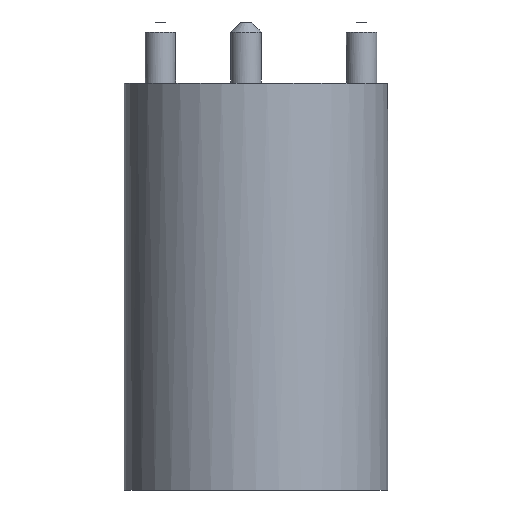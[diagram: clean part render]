
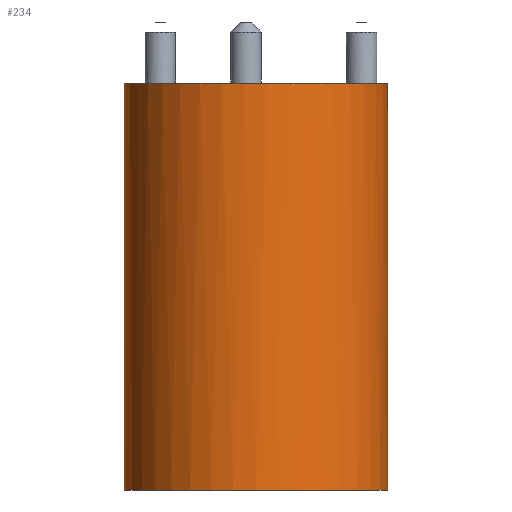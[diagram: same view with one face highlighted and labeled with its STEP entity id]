
A CAD part, front view. The second image highlights one B-rep face of the part: STEP entity #234.
In plain terms, the highlighted cylindrical face has radius 6.485 mm (diameter 12.969 mm), a full revolution.
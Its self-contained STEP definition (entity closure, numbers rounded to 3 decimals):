
#27=CYLINDRICAL_SURFACE('',#287,6.485);
#41=FACE_OUTER_BOUND('',#56,.T.);
#56=EDGE_LOOP('',(#209,#210,#211,#212,#213,#214,#215));
#66=LINE('',#446,#74);
#74=VECTOR('',#377,6.485);
#91=CIRCLE('',#276,6.485);
#92=CIRCLE('',#278,6.485);
#93=CIRCLE('',#279,6.485);
#96=CIRCLE('',#283,6.485);
#99=CIRCLE('',#288,6.485);
#104=VERTEX_POINT('',#392);
#109=VERTEX_POINT('',#407);
#114=VERTEX_POINT('',#422);
#115=VERTEX_POINT('',#430);
#118=VERTEX_POINT('',#444);
#141=EDGE_CURVE('',#114,#109,#91,.T.);
#142=EDGE_CURVE('',#109,#115,#92,.T.);
#143=EDGE_CURVE('',#115,#104,#93,.T.);
#146=EDGE_CURVE('',#104,#114,#96,.T.);
#150=EDGE_CURVE('',#118,#118,#99,.T.);
#151=EDGE_CURVE('',#118,#115,#66,.T.);
#209=ORIENTED_EDGE('',*,*,#150,.F.);
#210=ORIENTED_EDGE('',*,*,#151,.T.);
#211=ORIENTED_EDGE('',*,*,#142,.F.);
#212=ORIENTED_EDGE('',*,*,#141,.F.);
#213=ORIENTED_EDGE('',*,*,#146,.F.);
#214=ORIENTED_EDGE('',*,*,#143,.F.);
#215=ORIENTED_EDGE('',*,*,#151,.F.);
#234=ADVANCED_FACE('',(#41),#27,.T.);
#276=AXIS2_PLACEMENT_3D('',#428,#350,#351);
#278=AXIS2_PLACEMENT_3D('',#431,#354,#355);
#279=AXIS2_PLACEMENT_3D('',#432,#356,#357);
#283=AXIS2_PLACEMENT_3D('',#437,#364,#365);
#287=AXIS2_PLACEMENT_3D('',#443,#373,#374);
#288=AXIS2_PLACEMENT_3D('',#445,#375,#376);
#350=DIRECTION('center_axis',(0.,0.,1.));
#351=DIRECTION('ref_axis',(1.,0.,0.));
#354=DIRECTION('center_axis',(0.,0.,1.));
#355=DIRECTION('ref_axis',(1.,0.,0.));
#356=DIRECTION('center_axis',(0.,0.,1.));
#357=DIRECTION('ref_axis',(1.,0.,0.));
#364=DIRECTION('center_axis',(0.,0.,1.));
#365=DIRECTION('ref_axis',(1.,0.,0.));
#373=DIRECTION('center_axis',(0.,0.,-1.));
#374=DIRECTION('ref_axis',(1.,0.,0.));
#375=DIRECTION('center_axis',(0.,0.,-1.));
#376=DIRECTION('ref_axis',(1.,0.,0.));
#377=DIRECTION('',(0.,0.,1.));
#392=CARTESIAN_POINT('',(-5.32,-3.709,0.));
#407=CARTESIAN_POINT('',(-0.552,6.461,0.));
#422=CARTESIAN_POINT('',(5.872,-2.753,0.));
#428=CARTESIAN_POINT('Origin',(0.,0.,0.));
#430=CARTESIAN_POINT('',(-6.485,0.,0.));
#431=CARTESIAN_POINT('Origin',(0.,0.,0.));
#432=CARTESIAN_POINT('Origin',(0.,0.,0.));
#437=CARTESIAN_POINT('Origin',(0.,0.,0.));
#443=CARTESIAN_POINT('Origin',(0.,0.,0.));
#444=CARTESIAN_POINT('',(-6.485,0.,-20.));
#445=CARTESIAN_POINT('Origin',(0.,0.,-20.));
#446=CARTESIAN_POINT('',(-6.485,0.,0.));
